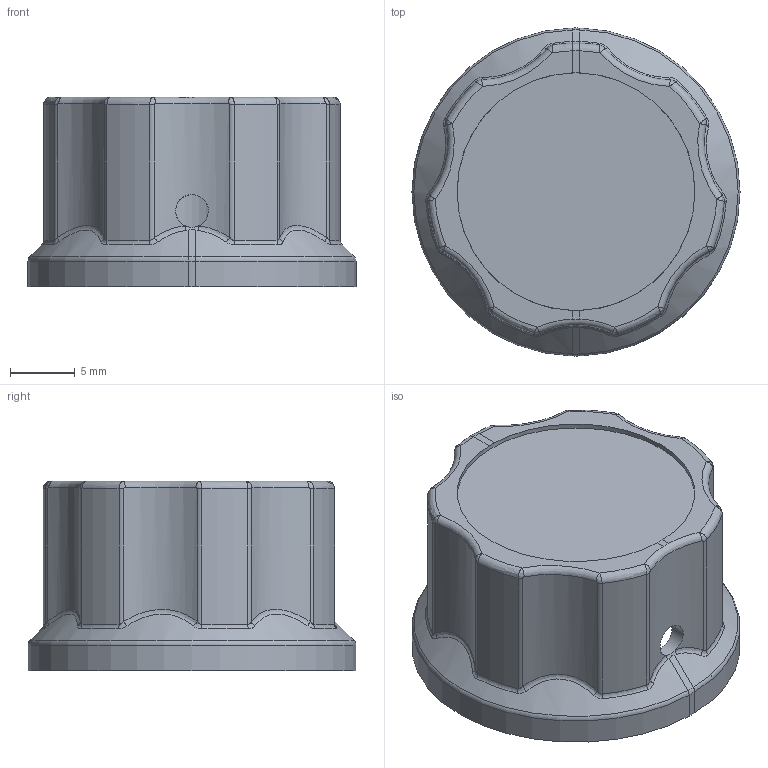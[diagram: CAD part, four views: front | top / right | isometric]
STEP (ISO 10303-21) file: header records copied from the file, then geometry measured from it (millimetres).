
FILE_DESCRIPTION((' '),'2;1');
FILE_NAME( '1105.stp', '2022-04-09T15:25:20', (' '), ('--- Datakit www.datakit.com---'), ' Datakit CrossCadWare V2022.1 Dec 21 2021', 'DATAKIT 2022 (c)', ' ');
FILE_SCHEMA(('AP242_MANAGED_MODEL_BASED_3D_ENGINEERING_MIM_LF { 1 0 10303 442 1 1 4 }'));
Length unit declared in the file: millimetre
Products named in the file (1): 1105
Bounding box: 25.4 x 25.4 x 14.68 mm (x, y, z)
Volume: 3670 mm3; surface area: 3384.3 mm2
Topology: 1 solids, 1 shells, 121 faces, 281 edges, 162 vertices
Faces by surface type: cylinder 41, bspline 37, torus 20, plane 10, revolution 9, cone 4
Full cylindrical faces by diameter (mm): 2.54 x2, 6.35 x1, 13.052 x1, 18.415 x1, 18.645 x1, 19.05 x1
Entity records: 9510 total; most frequent: CARTESIAN_POINT 7030, ORIENTED_EDGE 532, DIRECTION 447, EDGE_CURVE 266, AXIS2_PLACEMENT_3D 200, VERTEX_POINT 157, EDGE_LOOP 135, CIRCLE 121
